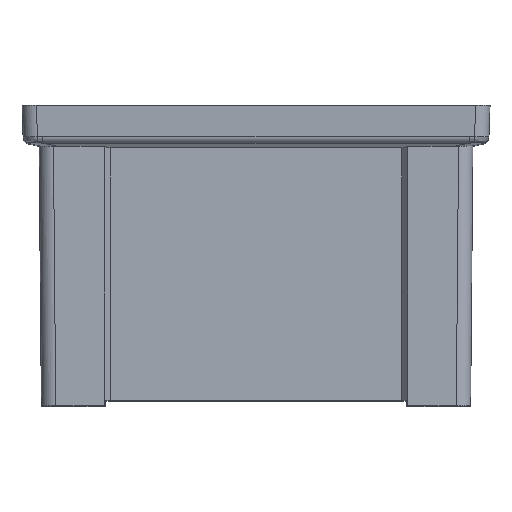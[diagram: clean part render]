
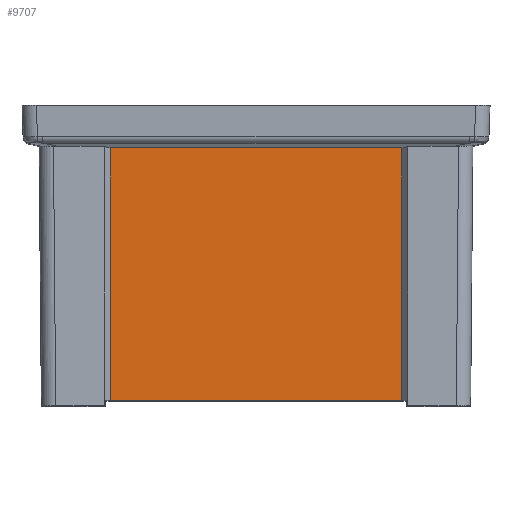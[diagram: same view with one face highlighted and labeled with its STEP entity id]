
A CAD part, top view. The second image highlights one B-rep face of the part: STEP entity #9707.
In plain terms, the highlighted planar face has unit normal (0, -0.009, 1).
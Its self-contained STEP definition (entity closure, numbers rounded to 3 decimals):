
#272 = DIRECTION ( 'NONE',  ( -0.001, 1., 0.009 ) ) ;
#274 = DIRECTION ( 'NONE',  ( -0.001, -1., -0.009 ) ) ;
#910 = VERTEX_POINT ( 'NONE', #9520 ) ;
#1372 = CARTESIAN_POINT ( 'NONE',  ( 55.895, -16.405, 105.18 ) ) ;
#1580 = VERTEX_POINT ( 'NONE', #6818 ) ;
#2291 = CARTESIAN_POINT ( 'NONE',  ( -55.807, -113., 104.337 ) ) ;
#3548 = CARTESIAN_POINT ( 'NONE',  ( -81., -16.28, 105.181 ) ) ;
#3658 = DIRECTION ( 'NONE',  ( -1., 0., 0. ) ) ;
#3820 = FACE_OUTER_BOUND ( 'NONE', #11047, .T. ) ;
#4448 = DIRECTION ( 'NONE',  ( 0., -0.009, 1. ) ) ;
#4857 = CARTESIAN_POINT ( 'NONE',  ( 55.895, -16.28, 105.181 ) ) ;
#6127 = EDGE_CURVE ( 'NONE', #13604, #1580, #13477, .T. ) ;
#6289 = AXIS2_PLACEMENT_3D ( 'NONE', #10722, #4448, #14483 ) ;
#6818 = CARTESIAN_POINT ( 'NONE',  ( -55.895, -16.28, 105.181 ) ) ;
#7083 = ORIENTED_EDGE ( 'NONE', *, *, #6127, .F. ) ;
#7455 = EDGE_CURVE ( 'NONE', #9374, #1580, #10999, .T. ) ;
#8168 = EDGE_CURVE ( 'NONE', #910, #13604, #15771, .T. ) ;
#8629 = CARTESIAN_POINT ( 'NONE',  ( -55.895, -16.257, 105.182 ) ) ;
#9271 = LINE ( 'NONE', #1372, #15420 ) ;
#9296 = ORIENTED_EDGE ( 'NONE', *, *, #13790, .F. ) ;
#9374 = VERTEX_POINT ( 'NONE', #4857 ) ;
#9520 = CARTESIAN_POINT ( 'NONE',  ( 55.807, -113., 104.337 ) ) ;
#9707 = ADVANCED_FACE ( 'NONE', ( #3820 ), #11813, .T. ) ;
#9834 = VECTOR ( 'NONE', #272, 1000. ) ;
#10044 = ORIENTED_EDGE ( 'NONE', *, *, #7455, .T. ) ;
#10722 = CARTESIAN_POINT ( 'NONE',  ( -81., -16.28, 105.181 ) ) ;
#10999 = LINE ( 'NONE', #3548, #15914 ) ;
#11047 = EDGE_LOOP ( 'NONE', ( #9296, #10044, #7083, #12065 ) ) ;
#11813 = PLANE ( 'NONE',  #6289 ) ;
#12065 = ORIENTED_EDGE ( 'NONE', *, *, #8168, .F. ) ;
#13477 = LINE ( 'NONE', #8629, #9834 ) ;
#13604 = VERTEX_POINT ( 'NONE', #2291 ) ;
#13790 = EDGE_CURVE ( 'NONE', #9374, #910, #9271, .T. ) ;
#14052 = CARTESIAN_POINT ( 'NONE',  ( -81., -113., 104.337 ) ) ;
#14103 = DIRECTION ( 'NONE',  ( -1., 0., 0. ) ) ;
#14483 = DIRECTION ( 'NONE',  ( 0., -1., -0.009 ) ) ;
#15178 = VECTOR ( 'NONE', #14103, 1000. ) ;
#15420 = VECTOR ( 'NONE', #274, 1000. ) ;
#15771 = LINE ( 'NONE', #14052, #15178 ) ;
#15914 = VECTOR ( 'NONE', #3658, 1000. ) ;
